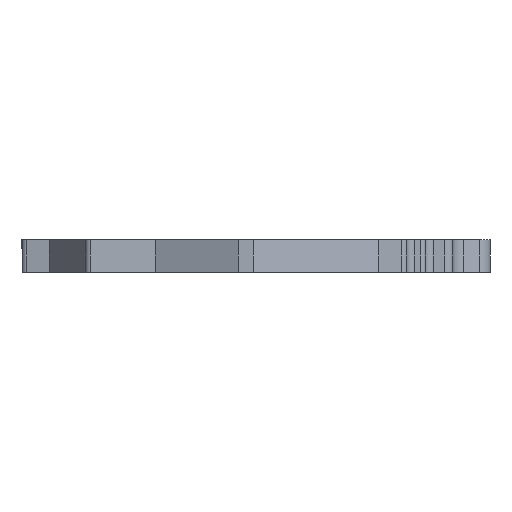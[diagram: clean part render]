
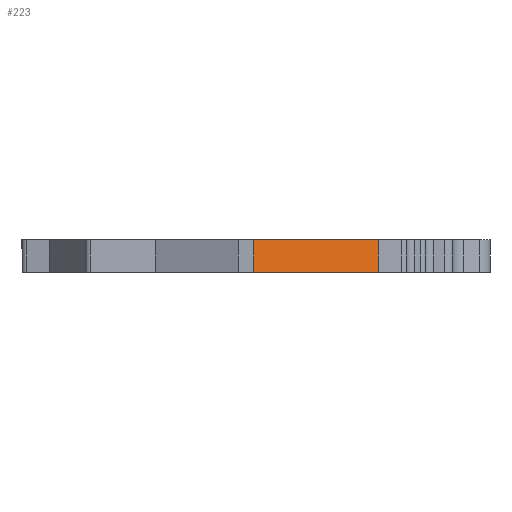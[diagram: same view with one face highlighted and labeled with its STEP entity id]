
A CAD part, left-side view. The second image highlights one B-rep face of the part: STEP entity #223.
In plain terms, the highlighted planar face has unit normal (-0.901, -0.434, 0).
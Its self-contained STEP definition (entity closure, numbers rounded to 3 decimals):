
#5 = FACE_OUTER_BOUND ( 'NONE', #813, .T. ) ;
#88 = CARTESIAN_POINT ( 'NONE',  ( -15.373, 2.067, 2. ) ) ;
#95 = VERTEX_POINT ( 'NONE', #1804 ) ;
#223 = ADVANCED_FACE ( 'NONE', ( #5 ), #1411, .F. ) ;
#265 = CARTESIAN_POINT ( 'NONE',  ( -11.622, -5.708, 2. ) ) ;
#276 = VECTOR ( 'NONE', #1229, 1000. ) ;
#281 = DIRECTION ( 'NONE',  ( 0., 0., -1. ) ) ;
#294 = AXIS2_PLACEMENT_3D ( 'NONE', #1350, #1348, #1345 ) ;
#304 = CARTESIAN_POINT ( 'NONE',  ( -11.622, -5.708, 0. ) ) ;
#391 = DIRECTION ( 'NONE',  ( 0.435, -0.901, 0. ) ) ;
#469 = LINE ( 'NONE', #265, #738 ) ;
#491 = VECTOR ( 'NONE', #391, 1000. ) ;
#537 = CARTESIAN_POINT ( 'NONE',  ( -15.373, 2.067, 2. ) ) ;
#659 = VERTEX_POINT ( 'NONE', #1184 ) ;
#695 = LINE ( 'NONE', #537, #276 ) ;
#730 = DIRECTION ( 'NONE',  ( 0.435, -0.901, 0. ) ) ;
#732 = CARTESIAN_POINT ( 'NONE',  ( -15.373, 2.067, 0. ) ) ;
#738 = VECTOR ( 'NONE', #281, 1000. ) ;
#807 = ORIENTED_EDGE ( 'NONE', *, *, #1550, .F. ) ;
#812 = ORIENTED_EDGE ( 'NONE', *, *, #1399, .F. ) ;
#813 = EDGE_LOOP ( 'NONE', ( #807, #812, #956, #958 ) ) ;
#886 = VECTOR ( 'NONE', #730, 1000. ) ;
#955 = CARTESIAN_POINT ( 'NONE',  ( -15.373, 2.067, 2. ) ) ;
#956 = ORIENTED_EDGE ( 'NONE', *, *, #1298, .F. ) ;
#958 = ORIENTED_EDGE ( 'NONE', *, *, #1119, .T. ) ;
#1119 = EDGE_CURVE ( 'NONE', #95, #1478, #1831, .T. ) ;
#1184 = CARTESIAN_POINT ( 'NONE',  ( -11.622, -5.708, 2. ) ) ;
#1229 = DIRECTION ( 'NONE',  ( 0., 0., 1. ) ) ;
#1298 = EDGE_CURVE ( 'NONE', #95, #2028, #695, .T. ) ;
#1345 = DIRECTION ( 'NONE',  ( -0.435, 0.901, 0. ) ) ;
#1348 = DIRECTION ( 'NONE',  ( 0.901, 0.435, 0. ) ) ;
#1350 = CARTESIAN_POINT ( 'NONE',  ( -15.373, 2.067, 2. ) ) ;
#1399 = EDGE_CURVE ( 'NONE', #2028, #659, #1448, .T. ) ;
#1411 = PLANE ( 'NONE',  #294 ) ;
#1448 = LINE ( 'NONE', #955, #491 ) ;
#1478 = VERTEX_POINT ( 'NONE', #304 ) ;
#1550 = EDGE_CURVE ( 'NONE', #659, #1478, #469, .T. ) ;
#1804 = CARTESIAN_POINT ( 'NONE',  ( -15.373, 2.067, 0. ) ) ;
#1831 = LINE ( 'NONE', #732, #886 ) ;
#2028 = VERTEX_POINT ( 'NONE', #88 ) ;
